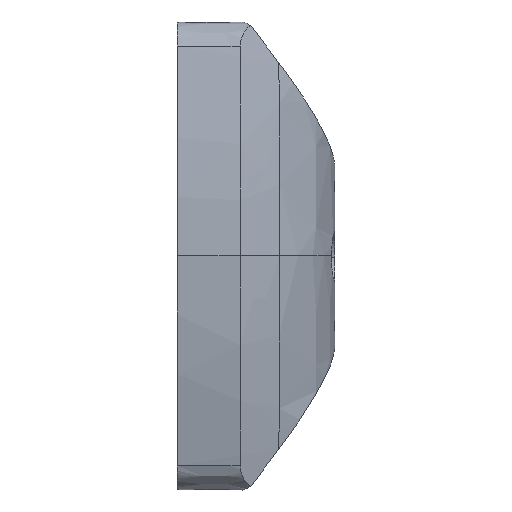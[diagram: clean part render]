
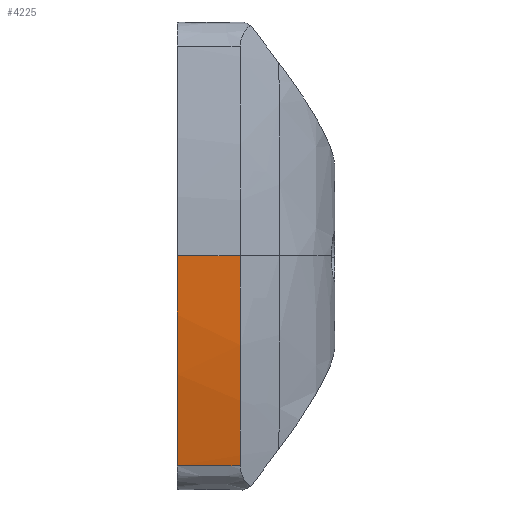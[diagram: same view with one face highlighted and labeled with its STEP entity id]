
A CAD part, top view. The second image highlights one B-rep face of the part: STEP entity #4225.
In plain terms, the highlighted free-form (B-spline) face has degree [5, 1] with [10, 2] control points.
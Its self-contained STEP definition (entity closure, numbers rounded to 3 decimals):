
#91=(
BOUNDED_CURVE()
B_SPLINE_CURVE(5,(#6784,#6785,#6786,#6787,#6788,#6789,#6790,#6791,#6792,
#6793),.UNSPECIFIED.,.F.,.F.)
B_SPLINE_CURVE_WITH_KNOTS((6,1,1,1,1,6),(0.151,0.2,0.4,0.6,
0.8,1.),.UNSPECIFIED.)
CURVE()
GEOMETRIC_REPRESENTATION_ITEM()
RATIONAL_B_SPLINE_CURVE((1.,1.,1.,1.,1.,1.,1.,1.,1.,1.))
REPRESENTATION_ITEM('')
);
#218=(
BOUNDED_SURFACE()
B_SPLINE_SURFACE(5,1,((#7254,#7255),(#7256,#7257),(#7258,#7259),(#7260,
#7261),(#7262,#7263),(#7264,#7265),(#7266,#7267),(#7268,#7269),(#7270,#7271),
(#7272,#7273)),.UNSPECIFIED.,.F.,.F.,.F.)
B_SPLINE_SURFACE_WITH_KNOTS((6,1,1,1,1,6),(2,2),(-1.,-0.8,-0.6,-0.4,-0.2,
0.),(0.,5.),.UNSPECIFIED.)
GEOMETRIC_REPRESENTATION_ITEM()
RATIONAL_B_SPLINE_SURFACE(((1.,1.),(1.,1.),(1.,1.),(1.,1.),(1.,1.),(1.,
1.),(1.,1.),(1.,1.),(1.,1.),(1.,1.)))
REPRESENTATION_ITEM('')
SURFACE()
);
#324=FACE_OUTER_BOUND('',#548,.T.);
#548=EDGE_LOOP('',(#3085,#3086,#3087,#3088,#3089,#3090));
#788=LINE('',#7285,#1001);
#1001=VECTOR('',#4917,10.);
#1287=B_SPLINE_CURVE_WITH_KNOTS('',3,(#7276,#7277,#7278,#7279,#7280,#7281,
#7282,#7283,#7284),.UNSPECIFIED.,.F.,.F.,(4,1,1,3,4),(-1.,-0.827,
-0.655,-0.396,-0.2),.UNSPECIFIED.);
#1288=B_SPLINE_CURVE_WITH_KNOTS('',3,(#7287,#7288,#7289,#7290),
 .UNSPECIFIED.,.F.,.F.,(4,4),(-1.67,0.),
 .UNSPECIFIED.);
#1289=B_SPLINE_CURVE_WITH_KNOTS('',3,(#7292,#7293,#7294,#7295),
 .UNSPECIFIED.,.F.,.F.,(4,4),(-2.,-1.67),
 .UNSPECIFIED.);
#1290=B_SPLINE_CURVE_WITH_KNOTS('',3,(#7296,#7297,#7298,#7299),
 .UNSPECIFIED.,.F.,.F.,(4,4),(-0.2,-0.156),
 .UNSPECIFIED.);
#1685=VERTEX_POINT('',#6772);
#1686=VERTEX_POINT('',#6783);
#1740=VERTEX_POINT('',#7274);
#1741=VERTEX_POINT('',#7275);
#1742=VERTEX_POINT('',#7286);
#1743=VERTEX_POINT('',#7291);
#2200=EDGE_CURVE('',#1685,#1686,#91,.T.);
#2274=EDGE_CURVE('',#1740,#1741,#1287,.T.);
#2275=EDGE_CURVE('',#1686,#1740,#788,.T.);
#2276=EDGE_CURVE('',#1742,#1685,#1288,.T.);
#2277=EDGE_CURVE('',#1743,#1742,#1289,.T.);
#2278=EDGE_CURVE('',#1741,#1743,#1290,.T.);
#3085=ORIENTED_EDGE('',*,*,#2274,.F.);
#3086=ORIENTED_EDGE('',*,*,#2275,.F.);
#3087=ORIENTED_EDGE('',*,*,#2200,.F.);
#3088=ORIENTED_EDGE('',*,*,#2276,.F.);
#3089=ORIENTED_EDGE('',*,*,#2277,.F.);
#3090=ORIENTED_EDGE('',*,*,#2278,.F.);
#4225=ADVANCED_FACE('',(#324),#218,.T.);
#4917=DIRECTION('',(1.,0.,0.));
#6772=CARTESIAN_POINT('',(0.,-26.789,106.197));
#6783=CARTESIAN_POINT('',(0.,40.,114.757));
#6784=CARTESIAN_POINT('Ctrl Pts',(0.,-26.789,106.197));
#6785=CARTESIAN_POINT('Ctrl Pts',(0.,-26.068,106.369));
#6786=CARTESIAN_POINT('Ctrl Pts',(0.,-22.386,107.233));
#6787=CARTESIAN_POINT('Ctrl Pts',(0.,-15.617,108.706));
#6788=CARTESIAN_POINT('Ctrl Pts',(0.,-5.539,110.614));
#6789=CARTESIAN_POINT('Ctrl Pts',(0.,7.996,112.691));
#6790=CARTESIAN_POINT('Ctrl Pts',(0.,20.87,114.044));
#6791=CARTESIAN_POINT('Ctrl Pts',(0.,30.471,114.603));
#6792=CARTESIAN_POINT('Ctrl Pts',(0.,36.83,114.744));
#6793=CARTESIAN_POINT('Ctrl Pts',(0.,40.,114.757));
#7254=CARTESIAN_POINT('Ctrl Pts',(0.,40.,114.757));
#7255=CARTESIAN_POINT('Ctrl Pts',(50.,40.,114.757));
#7256=CARTESIAN_POINT('Ctrl Pts',(0.,36.83,114.744));
#7257=CARTESIAN_POINT('Ctrl Pts',(50.,36.83,114.744));
#7258=CARTESIAN_POINT('Ctrl Pts',(0.,30.471,114.603));
#7259=CARTESIAN_POINT('Ctrl Pts',(50.,30.471,114.603));
#7260=CARTESIAN_POINT('Ctrl Pts',(0.,20.87,114.044));
#7261=CARTESIAN_POINT('Ctrl Pts',(50.,20.87,114.044));
#7262=CARTESIAN_POINT('Ctrl Pts',(0.,7.996,112.691));
#7263=CARTESIAN_POINT('Ctrl Pts',(50.,7.996,112.691));
#7264=CARTESIAN_POINT('Ctrl Pts',(0.,-7.948,110.244));
#7265=CARTESIAN_POINT('Ctrl Pts',(50.,-7.948,110.244));
#7266=CARTESIAN_POINT('Ctrl Pts',(0.,-20.293,107.8));
#7267=CARTESIAN_POINT('Ctrl Pts',(50.,-20.293,107.8));
#7268=CARTESIAN_POINT('Ctrl Pts',(0.,-29.146,105.696));
#7269=CARTESIAN_POINT('Ctrl Pts',(50.,-29.146,105.696));
#7270=CARTESIAN_POINT('Ctrl Pts',(0.,-34.833,104.164));
#7271=CARTESIAN_POINT('Ctrl Pts',(50.,-34.833,104.164));
#7272=CARTESIAN_POINT('Ctrl Pts',(0.,-37.622,103.366));
#7273=CARTESIAN_POINT('Ctrl Pts',(50.,-37.622,103.366));
#7274=CARTESIAN_POINT('',(20.,40.,114.757));
#7275=CARTESIAN_POINT('',(20.002,-23.418,106.979));
#7276=CARTESIAN_POINT('Ctrl Pts',(20.,40.,114.757));
#7277=CARTESIAN_POINT('Ctrl Pts',(20.,35.442,114.738));
#7278=CARTESIAN_POINT('Ctrl Pts',(20.,26.273,114.41));
#7279=CARTESIAN_POINT('Ctrl Pts',(20.,10.112,112.924));
#7280=CARTESIAN_POINT('Ctrl Pts',(20.,-1.376,111.226));
#7281=CARTESIAN_POINT('Ctrl Pts',(20.,-8.125,110.037));
#7282=CARTESIAN_POINT('Ctrl Pts',(20.,-13.243,109.135));
#7283=CARTESIAN_POINT('Ctrl Pts',(19.997,-18.343,108.128));
#7284=CARTESIAN_POINT('Ctrl Pts',(20.,-23.419,106.982));
#7285=CARTESIAN_POINT('',(0.,40.,114.757));
#7286=CARTESIAN_POINT('',(16.703,-26.789,106.197));
#7287=CARTESIAN_POINT('Ctrl Pts',(16.703,-26.789,106.197));
#7288=CARTESIAN_POINT('Ctrl Pts',(11.135,-26.789,106.197));
#7289=CARTESIAN_POINT('Ctrl Pts',(5.568,-26.789,106.197));
#7290=CARTESIAN_POINT('Ctrl Pts',(0.,-26.789,
106.197));
#7291=CARTESIAN_POINT('',(20.005,-26.789,106.197));
#7292=CARTESIAN_POINT('Ctrl Pts',(20.005,-26.789,106.197));
#7293=CARTESIAN_POINT('Ctrl Pts',(18.904,-26.789,106.197));
#7294=CARTESIAN_POINT('Ctrl Pts',(17.804,-26.789,106.197));
#7295=CARTESIAN_POINT('Ctrl Pts',(16.703,-26.789,106.197));
#7296=CARTESIAN_POINT('Ctrl Pts',(20.,-23.419,106.982));
#7297=CARTESIAN_POINT('Ctrl Pts',(20.001,-24.543,106.728));
#7298=CARTESIAN_POINT('Ctrl Pts',(20.002,-25.667,106.467));
#7299=CARTESIAN_POINT('Ctrl Pts',(20.004,-26.789,106.199));
